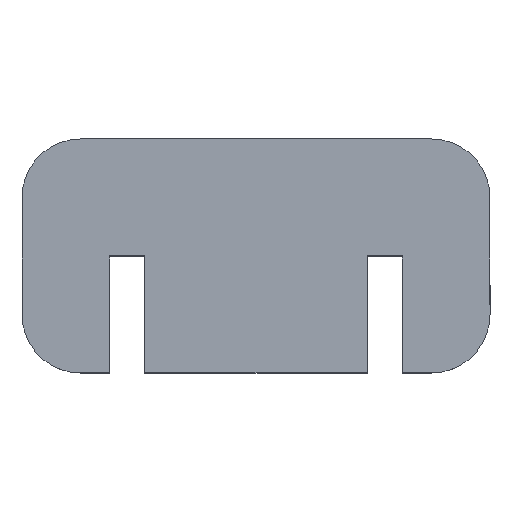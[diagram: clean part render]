
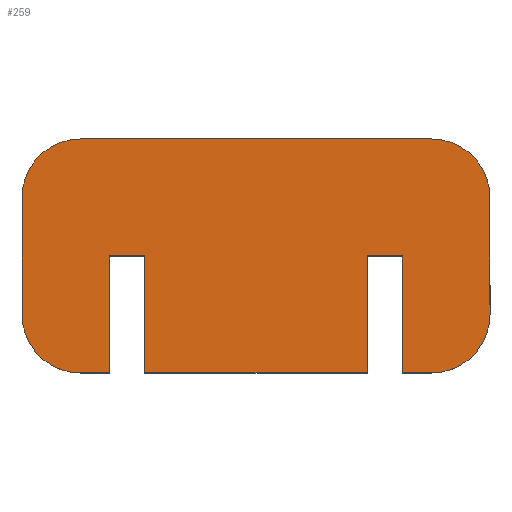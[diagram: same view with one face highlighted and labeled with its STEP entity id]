
A CAD part, top view. The second image highlights one B-rep face of the part: STEP entity #259.
In plain terms, the highlighted planar face has unit normal (0, 0, 1).
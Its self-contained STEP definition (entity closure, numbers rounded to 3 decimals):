
#19 = DIRECTION ( 'NONE',  ( 0., -1., 0. ) ) ;
#20 = AXIS2_PLACEMENT_3D ( 'NONE', #240, #506, #783 ) ;
#32 = EDGE_CURVE ( 'NONE', #296, #689, #203, .T. ) ;
#43 = VECTOR ( 'NONE', #99, 1000. ) ;
#45 = EDGE_CURVE ( 'NONE', #515, #54, #697, .T. ) ;
#48 = LINE ( 'NONE', #112, #246 ) ;
#54 = VERTEX_POINT ( 'NONE', #620 ) ;
#59 = EDGE_CURVE ( 'NONE', #780, #775, #290, .T. ) ;
#60 = ORIENTED_EDGE ( 'NONE', *, *, #195, .F. ) ;
#65 = CARTESIAN_POINT ( 'NONE',  ( -19., -20., 5. ) ) ;
#67 = VECTOR ( 'NONE', #19, 1000. ) ;
#69 = VERTEX_POINT ( 'NONE', #417 ) ;
#71 = DIRECTION ( 'NONE',  ( 1., 0., 0. ) ) ;
#75 = CARTESIAN_POINT ( 'NONE',  ( -30., 20., 5. ) ) ;
#80 = CARTESIAN_POINT ( 'NONE',  ( 40., -10., 5. ) ) ;
#87 = ORIENTED_EDGE ( 'NONE', *, *, #613, .F. ) ;
#94 = VERTEX_POINT ( 'NONE', #80 ) ;
#97 = EDGE_CURVE ( 'NONE', #618, #756, #356, .T. ) ;
#99 = DIRECTION ( 'NONE',  ( 1., 0., 0. ) ) ;
#105 = AXIS2_PLACEMENT_3D ( 'NONE', #527, #465, #444 ) ;
#107 = ORIENTED_EDGE ( 'NONE', *, *, #360, .T. ) ;
#108 = CARTESIAN_POINT ( 'NONE',  ( 25., -20., 5. ) ) ;
#109 = CARTESIAN_POINT ( 'NONE',  ( -25., -20., 5. ) ) ;
#112 = CARTESIAN_POINT ( 'NONE',  ( 19., 0., 5. ) ) ;
#124 = EDGE_LOOP ( 'NONE', ( #60, #330, #398, #478, #596, #87, #274, #418, #520, #107, #586, #346, #549, #415, #818, #402 ) ) ;
#127 = DIRECTION ( 'NONE',  ( -1., 0., 0. ) ) ;
#141 = VECTOR ( 'NONE', #249, 1000. ) ;
#154 = CARTESIAN_POINT ( 'NONE',  ( 25., 0., 5. ) ) ;
#171 = CARTESIAN_POINT ( 'NONE',  ( -40., -10., 5. ) ) ;
#172 = DIRECTION ( 'NONE',  ( 0., 0., 1. ) ) ;
#177 = CARTESIAN_POINT ( 'NONE',  ( -25., 0., 5. ) ) ;
#182 = VECTOR ( 'NONE', #385, 1000. ) ;
#187 = AXIS2_PLACEMENT_3D ( 'NONE', #749, #754, #71 ) ;
#188 = CARTESIAN_POINT ( 'NONE',  ( 25., -20., 5. ) ) ;
#195 = EDGE_CURVE ( 'NONE', #365, #531, #307, .T. ) ;
#198 = CIRCLE ( 'NONE', #663, 10. ) ;
#203 = LINE ( 'NONE', #75, #682 ) ;
#211 = EDGE_CURVE ( 'NONE', #689, #780, #289, .T. ) ;
#215 = AXIS2_PLACEMENT_3D ( 'NONE', #645, #172, #734 ) ;
#240 = CARTESIAN_POINT ( 'NONE',  ( -30., 10., 5. ) ) ;
#246 = VECTOR ( 'NONE', #598, 1000. ) ;
#249 = DIRECTION ( 'NONE',  ( 0., 1., 0. ) ) ;
#256 = CARTESIAN_POINT ( 'NONE',  ( -30., -10., 5. ) ) ;
#259 = ADVANCED_FACE ( 'NONE', ( #763 ), #684, .T. ) ;
#274 = ORIENTED_EDGE ( 'NONE', *, *, #828, .F. ) ;
#289 = CIRCLE ( 'NONE', #20, 10. ) ;
#290 = LINE ( 'NONE', #764, #291 ) ;
#291 = VECTOR ( 'NONE', #823, 1000. ) ;
#296 = VERTEX_POINT ( 'NONE', #744 ) ;
#305 = DIRECTION ( 'NONE',  ( 0., 1., 0. ) ) ;
#307 = LINE ( 'NONE', #773, #459 ) ;
#310 = CARTESIAN_POINT ( 'NONE',  ( -30., -20., 5. ) ) ;
#330 = ORIENTED_EDGE ( 'NONE', *, *, #627, .F. ) ;
#334 = EDGE_CURVE ( 'NONE', #643, #543, #602, .T. ) ;
#346 = ORIENTED_EDGE ( 'NONE', *, *, #32, .T. ) ;
#356 = LINE ( 'NONE', #557, #664 ) ;
#360 = EDGE_CURVE ( 'NONE', #94, #69, #794, .T. ) ;
#365 = VERTEX_POINT ( 'NONE', #177 ) ;
#379 = EDGE_CURVE ( 'NONE', #756, #94, #494, .T. ) ;
#380 = EDGE_CURVE ( 'NONE', #69, #296, #609, .T. ) ;
#385 = DIRECTION ( 'NONE',  ( 1., 0., 0. ) ) ;
#388 = VERTEX_POINT ( 'NONE', #154 ) ;
#391 = CARTESIAN_POINT ( 'NONE',  ( -19., 0., 5. ) ) ;
#398 = ORIENTED_EDGE ( 'NONE', *, *, #334, .F. ) ;
#402 = ORIENTED_EDGE ( 'NONE', *, *, #492, .T. ) ;
#407 = CARTESIAN_POINT ( 'NONE',  ( -19., -20., 5. ) ) ;
#415 = ORIENTED_EDGE ( 'NONE', *, *, #59, .T. ) ;
#417 = CARTESIAN_POINT ( 'NONE',  ( 40., 10., 5. ) ) ;
#418 = ORIENTED_EDGE ( 'NONE', *, *, #97, .T. ) ;
#444 = DIRECTION ( 'NONE',  ( -1., 0., 0. ) ) ;
#448 = CARTESIAN_POINT ( 'NONE',  ( 30., -20., 5. ) ) ;
#455 = CARTESIAN_POINT ( 'NONE',  ( -40., 10., 5. ) ) ;
#457 = CARTESIAN_POINT ( 'NONE',  ( 19., 0., 5. ) ) ;
#459 = VECTOR ( 'NONE', #514, 1000. ) ;
#465 = DIRECTION ( 'NONE',  ( 0., 0., 1. ) ) ;
#471 = DIRECTION ( 'NONE',  ( -1., 0., 0. ) ) ;
#478 = ORIENTED_EDGE ( 'NONE', *, *, #789, .T. ) ;
#492 = EDGE_CURVE ( 'NONE', #740, #531, #572, .T. ) ;
#494 = CIRCLE ( 'NONE', #105, 10. ) ;
#495 = DIRECTION ( 'NONE',  ( 1., 0., 0. ) ) ;
#506 = DIRECTION ( 'NONE',  ( 0., 0., 1. ) ) ;
#514 = DIRECTION ( 'NONE',  ( 0., -1., 0. ) ) ;
#515 = VERTEX_POINT ( 'NONE', #457 ) ;
#520 = ORIENTED_EDGE ( 'NONE', *, *, #379, .T. ) ;
#527 = CARTESIAN_POINT ( 'NONE',  ( 30., -10., 5. ) ) ;
#528 = DIRECTION ( 'NONE',  ( 0., 0., 1. ) ) ;
#529 = VECTOR ( 'NONE', #305, 1000. ) ;
#531 = VERTEX_POINT ( 'NONE', #109 ) ;
#543 = VERTEX_POINT ( 'NONE', #391 ) ;
#549 = ORIENTED_EDGE ( 'NONE', *, *, #211, .T. ) ;
#557 = CARTESIAN_POINT ( 'NONE',  ( -30., -20., 5. ) ) ;
#572 = LINE ( 'NONE', #310, #182 ) ;
#586 = ORIENTED_EDGE ( 'NONE', *, *, #380, .T. ) ;
#594 = CARTESIAN_POINT ( 'NONE',  ( -25., 0., 5. ) ) ;
#596 = ORIENTED_EDGE ( 'NONE', *, *, #45, .F. ) ;
#598 = DIRECTION ( 'NONE',  ( -1., 0., 0. ) ) ;
#601 = EDGE_CURVE ( 'NONE', #775, #740, #198, .T. ) ;
#602 = LINE ( 'NONE', #407, #727 ) ;
#603 = LINE ( 'NONE', #594, #791 ) ;
#609 = CIRCLE ( 'NONE', #215, 10. ) ;
#613 = EDGE_CURVE ( 'NONE', #388, #515, #48, .T. ) ;
#618 = VERTEX_POINT ( 'NONE', #188 ) ;
#620 = CARTESIAN_POINT ( 'NONE',  ( 19., -20., 5. ) ) ;
#627 = EDGE_CURVE ( 'NONE', #543, #365, #603, .T. ) ;
#643 = VERTEX_POINT ( 'NONE', #65 ) ;
#645 = CARTESIAN_POINT ( 'NONE',  ( 30., 10., 5. ) ) ;
#663 = AXIS2_PLACEMENT_3D ( 'NONE', #256, #528, #127 ) ;
#664 = VECTOR ( 'NONE', #495, 1000. ) ;
#673 = DIRECTION ( 'NONE',  ( 0., 1., 0. ) ) ;
#682 = VECTOR ( 'NONE', #835, 1000. ) ;
#684 = PLANE ( 'NONE',  #187 ) ;
#688 = CARTESIAN_POINT ( 'NONE',  ( -30., 20., 5. ) ) ;
#689 = VERTEX_POINT ( 'NONE', #688 ) ;
#697 = LINE ( 'NONE', #771, #67 ) ;
#723 = CARTESIAN_POINT ( 'NONE',  ( -30., -20., 5. ) ) ;
#727 = VECTOR ( 'NONE', #673, 1000. ) ;
#729 = LINE ( 'NONE', #108, #529 ) ;
#734 = DIRECTION ( 'NONE',  ( 1., 0., 0. ) ) ;
#740 = VERTEX_POINT ( 'NONE', #861 ) ;
#744 = CARTESIAN_POINT ( 'NONE',  ( 30., 20., 5. ) ) ;
#749 = CARTESIAN_POINT ( 'NONE',  ( 30., 10., 5. ) ) ;
#754 = DIRECTION ( 'NONE',  ( 0., 0., 1. ) ) ;
#756 = VERTEX_POINT ( 'NONE', #448 ) ;
#763 = FACE_OUTER_BOUND ( 'NONE', #124, .T. ) ;
#764 = CARTESIAN_POINT ( 'NONE',  ( -40., -10., 5. ) ) ;
#771 = CARTESIAN_POINT ( 'NONE',  ( 19., -20., 5. ) ) ;
#773 = CARTESIAN_POINT ( 'NONE',  ( -25., -20., 5. ) ) ;
#775 = VERTEX_POINT ( 'NONE', #171 ) ;
#780 = VERTEX_POINT ( 'NONE', #455 ) ;
#783 = DIRECTION ( 'NONE',  ( -1., 0., 0. ) ) ;
#786 = LINE ( 'NONE', #723, #43 ) ;
#787 = CARTESIAN_POINT ( 'NONE',  ( 40., -10., 5. ) ) ;
#789 = EDGE_CURVE ( 'NONE', #643, #54, #786, .T. ) ;
#791 = VECTOR ( 'NONE', #471, 1000. ) ;
#794 = LINE ( 'NONE', #787, #141 ) ;
#818 = ORIENTED_EDGE ( 'NONE', *, *, #601, .T. ) ;
#823 = DIRECTION ( 'NONE',  ( 0., -1., 0. ) ) ;
#828 = EDGE_CURVE ( 'NONE', #618, #388, #729, .T. ) ;
#835 = DIRECTION ( 'NONE',  ( -1., 0., 0. ) ) ;
#861 = CARTESIAN_POINT ( 'NONE',  ( -30., -20., 5. ) ) ;
